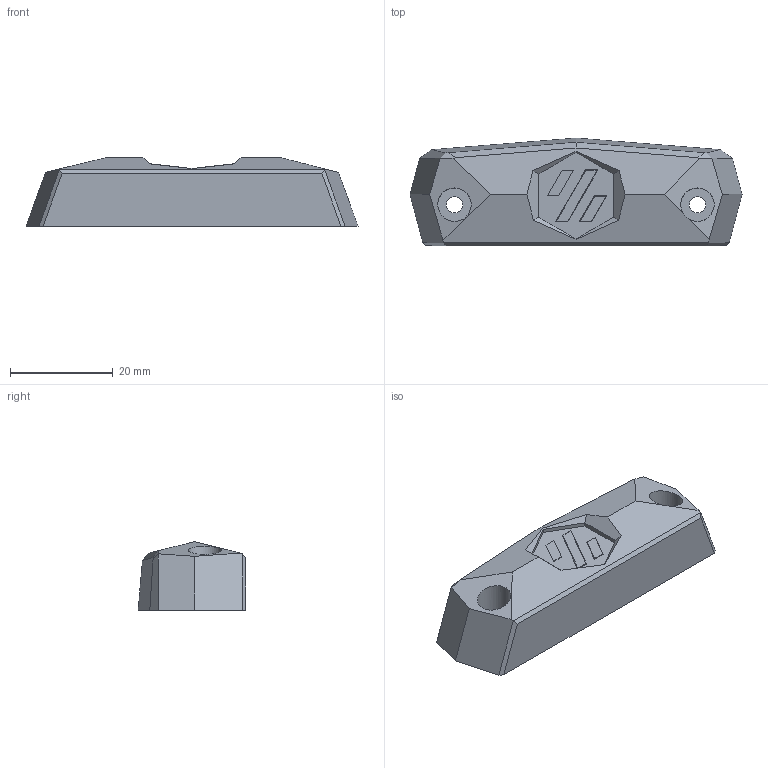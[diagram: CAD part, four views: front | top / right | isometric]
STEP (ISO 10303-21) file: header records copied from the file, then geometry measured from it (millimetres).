
FILE_DESCRIPTION(/* description */ (''),/* implementation_level */ '2;1');
FILE_NAME(/* name */ 'stealth_bumper_antfarm.step',/* time_stamp */ '2022-11-14T20:12:16-05:00',/* author */ (''),/* organization */ (''),/* preprocessor_version */ 'ST-DEVELOPER v19.2',/* originating_system */ 'Autodesk Translation Framework v11.17.0.187',/* authorisation */ '');
FILE_SCHEMA (('AUTOMOTIVE_DESIGN { 1 0 10303 214 3 1 1 }'));
Length unit declared in the file: millimetre
Products named in the file (22): Antfarm; RainbowBarfCarrier (1); RGBW_LED_circular_panel_for_Stealthburner-2 v3 (1); C_0402_1005Metric (1); SOLID (1) (1); R_0402_1005Metric (1); SOLID (2) (1); LED_WS2812_2020 (1); SOLID (3); LED_WS2812_2020 (1)_1; LED_WS2812_2020 (1)_2; LED_WS2812_2020 (1)_3; LED_WS2812_2020 (1)_4; LED_WS2812_2020 (1)_5; LED_WS2812_2020 (1)_6; LED_WS2812_2020 (1)_7; COMPOUND (1); NeopixelCarrier (1); rgbw_led_pcb (1); [o]_stealthburner_LED_diffuser-mask-beta1 (1) (1); [c]_stealthburner_LED_diffuser-beta3 (1); main_body
Assembly tree (28 placements, depth 5):
  Antfarm
    RainbowBarfCarrier (1)
      RGBW_LED_circular_panel_for_Stealthburner-2 v3 (1)
        C_0402_1005Metric (1)
          SOLID (1) (1)
        R_0402_1005Metric (1)
          SOLID (2) (1)
        LED_WS2812_2020 (1)
          COMPOUND (1)
        SOLID (3)
        LED_WS2812_2020 (1)_1
          COMPOUND (1)
        LED_WS2812_2020 (1)_2
          COMPOUND (1)
        LED_WS2812_2020 (1)_3
          COMPOUND (1)
        LED_WS2812_2020 (1)_4
          COMPOUND (1)
        LED_WS2812_2020 (1)_5
          COMPOUND (1)
        LED_WS2812_2020 (1)_6
          COMPOUND (1)
        LED_WS2812_2020 (1)_7
          COMPOUND (1)
    NeopixelCarrier (1)
      rgbw_led_pcb (1)
    [o]_stealthburner_LED_diffuser-mask-beta1 (1) (1)
      [c]_stealthburner_LED_diffuser-beta3 (1)
    main_body
Bounding box: 64.61 x 20.97 x 13.35 mm (x, y, z)
Volume: 12132.3 mm3; surface area: 9743 mm2
Topology: 35 solids, 35 shells, 1225 faces, 3285 edges, 2183 vertices
Faces by surface type: plane 1022, cylinder 149, cone 54
Full cylindrical faces by diameter (mm): 1.85 x8, 3.2 x6, 3.8 x1, 4.7 x2, 6.5 x2, 9.5 x2
Entity records: 18447 total; most frequent: CARTESIAN_POINT 3233, ORIENTED_EDGE 3026, DIRECTION 2989, EDGE_CURVE 1513, LINE 1257, VECTOR 1257, VERTEX_POINT 1007, AXIS2_PLACEMENT_3D 866
